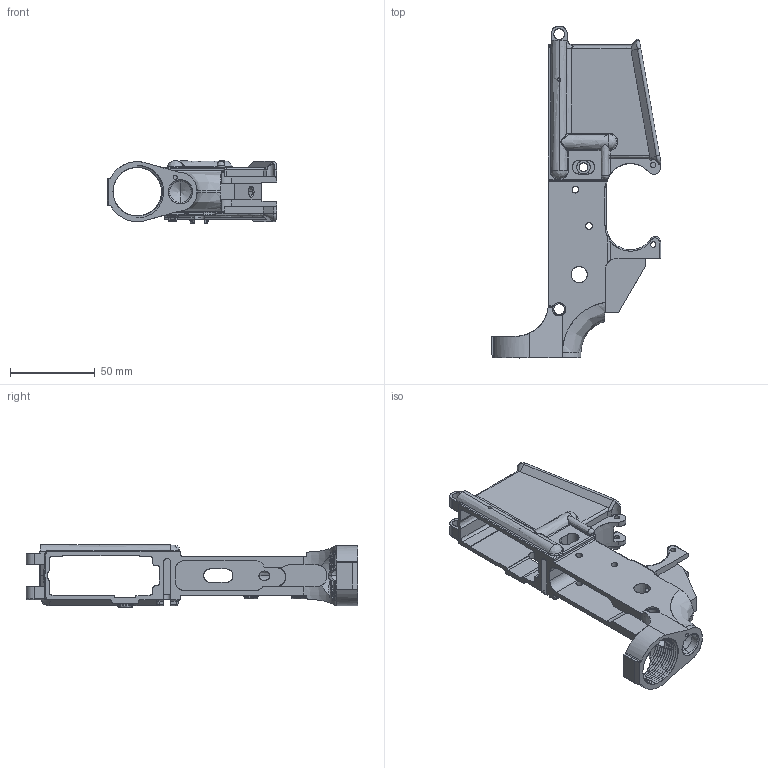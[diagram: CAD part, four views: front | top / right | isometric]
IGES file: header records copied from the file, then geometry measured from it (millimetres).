
Start section: SolidWorks IGES FILE using analytic representation for surfaces
Global section: file name: ar15.IGS; native system: SolidWorks 2004 by SolidWorks Corporation; preprocessor: Version 5.3; author: Me; date: 040220.211345; units: inch
Bounding box: 99.8 x 195.35 x 36.83 mm (x, y, z)
Surface area: 52775.7 mm2 (no closed solid volume)
Topology: 0 solids, 0 shells, 511 faces, 8529 edges, 8513 vertices
Faces by surface type: bspline 257, revolution 254
